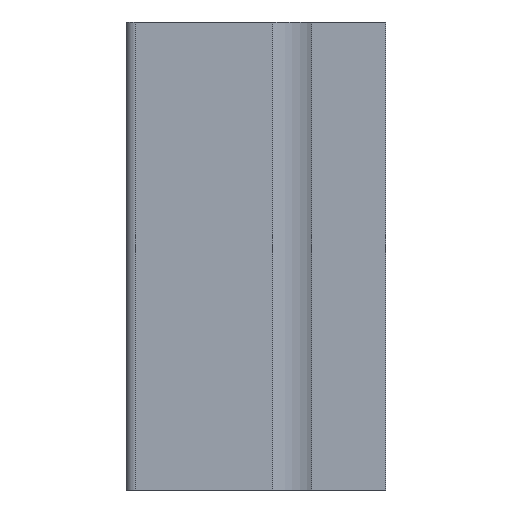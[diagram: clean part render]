
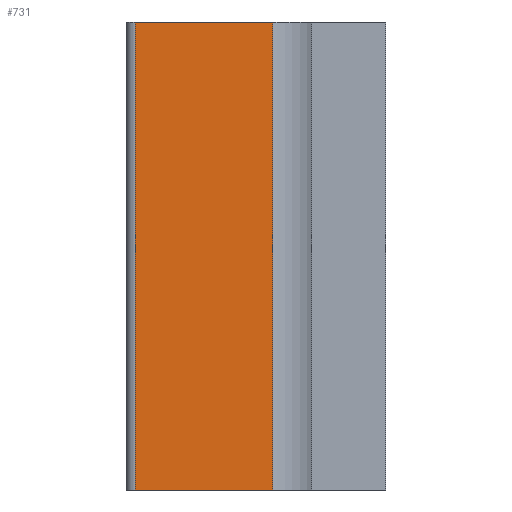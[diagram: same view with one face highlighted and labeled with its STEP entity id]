
A CAD part, left-side view. The second image highlights one B-rep face of the part: STEP entity #731.
In plain terms, the highlighted planar face has unit normal (-1, 0, 0).
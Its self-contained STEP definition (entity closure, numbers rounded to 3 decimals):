
#116=CARTESIAN_POINT('',(4.549,61.634,0.0));
#117=VERTEX_POINT('',#116);
#125=CARTESIAN_POINT('',(4.549,61.634,100.0));
#126=VERTEX_POINT('',#125);
#127=CARTESIAN_POINT('',(4.549,61.634,0.0));
#128=DIRECTION('',(0.0,0.0,1.0));
#129=VECTOR('',#128,100.0);
#130=LINE('',#127,#129);
#131=EDGE_CURVE('',#117,#126,#130,.T.);
#493=CARTESIAN_POINT('',(4.549,32.284,0.0));
#494=VERTEX_POINT('',#493);
#501=CARTESIAN_POINT('',(4.549,61.634,0.0));
#502=DIRECTION('',(0.0,-1.0,0.0));
#503=VECTOR('',#502,29.35);
#504=LINE('',#501,#503);
#505=EDGE_CURVE('',#117,#494,#504,.T.);
#708=CARTESIAN_POINT('',(4.549,58.634,0.0));
#709=DIRECTION('',(-1.0,0.0,0.0));
#710=DIRECTION('',(0.0,0.0,1.0));
#711=AXIS2_PLACEMENT_3D('',#708,#709,#710);
#712=PLANE('',#711);
#713=ORIENTED_EDGE('',*,*,#131,.F.);
#714=ORIENTED_EDGE('',*,*,#505,.T.);
#715=CARTESIAN_POINT('',(4.549,32.284,100.0));
#716=VERTEX_POINT('',#715);
#717=CARTESIAN_POINT('',(4.549,32.284,0.0));
#718=DIRECTION('',(0.0,0.0,1.0));
#719=VECTOR('',#718,100.0);
#720=LINE('',#717,#719);
#721=EDGE_CURVE('',#494,#716,#720,.T.);
#722=ORIENTED_EDGE('',*,*,#721,.T.);
#723=CARTESIAN_POINT('',(4.549,32.284,100.0));
#724=DIRECTION('',(0.0,1.0,0.0));
#725=VECTOR('',#724,29.35);
#726=LINE('',#723,#725);
#727=EDGE_CURVE('',#716,#126,#726,.T.);
#728=ORIENTED_EDGE('',*,*,#727,.T.);
#729=EDGE_LOOP('',(#713,#714,#722,#728));
#730=FACE_OUTER_BOUND('',#729,.T.);
#731=ADVANCED_FACE('',(#730),#712,.T.);
